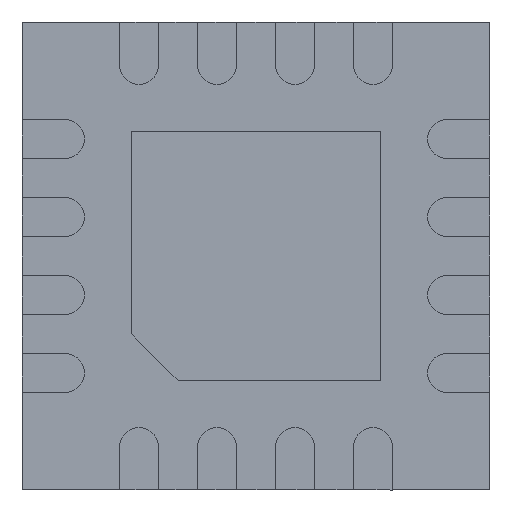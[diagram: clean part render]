
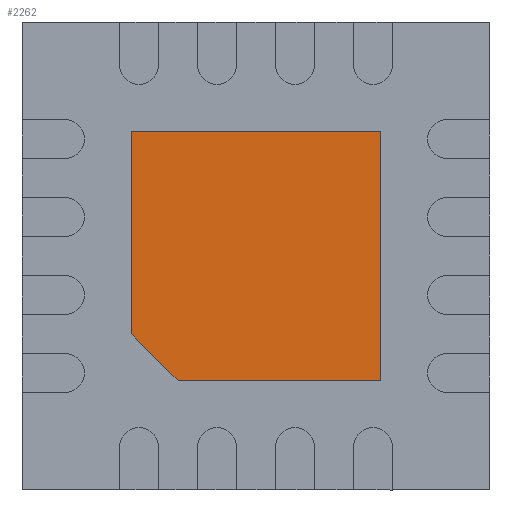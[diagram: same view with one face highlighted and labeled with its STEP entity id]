
A CAD part, front view. The second image highlights one B-rep face of the part: STEP entity #2262.
In plain terms, the highlighted planar face has unit normal (0, -1, 0).
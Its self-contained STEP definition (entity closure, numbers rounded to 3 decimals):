
#45 = PLANE ( 'NONE',  #4532 ) ;
#393 = VERTEX_POINT ( 'NONE', #1112 ) ;
#897 = VERTEX_POINT ( 'NONE', #7220 ) ;
#1112 = CARTESIAN_POINT ( 'NONE',  ( -0.8, -0.05, -0.5 ) ) ;
#1149 = EDGE_CURVE ( 'NONE', #393, #1970, #2647, .T. ) ;
#1156 = LINE ( 'NONE', #7869, #3841 ) ;
#1158 = DIRECTION ( 'NONE',  ( 1., 0., 0. ) ) ;
#1211 = EDGE_LOOP ( 'NONE', ( #1463, #2826, #3924, #2275, #4097 ) ) ;
#1348 = VECTOR ( 'NONE', #1158, 1000. ) ;
#1439 = CARTESIAN_POINT ( 'NONE',  ( 0.8, -0.05, -0.8 ) ) ;
#1463 = ORIENTED_EDGE ( 'NONE', *, *, #5769, .T. ) ;
#1522 = CARTESIAN_POINT ( 'NONE',  ( 0.8, -0.05, 0.8 ) ) ;
#1553 = CARTESIAN_POINT ( 'NONE',  ( 0.8, -0.05, -0.8 ) ) ;
#1970 = VERTEX_POINT ( 'NONE', #5683 ) ;
#2004 = DIRECTION ( 'NONE',  ( 0., 0., 1. ) ) ;
#2175 = DIRECTION ( 'NONE',  ( 0., 0., 1. ) ) ;
#2262 = ADVANCED_FACE ( 'NONE', ( #4766 ), #45, .F. ) ;
#2275 = ORIENTED_EDGE ( 'NONE', *, *, #1149, .T. ) ;
#2558 = EDGE_CURVE ( 'NONE', #5101, #897, #1156, .T. ) ;
#2647 = LINE ( 'NONE', #5418, #7167 ) ;
#2693 = CARTESIAN_POINT ( 'NONE',  ( 0., -0.05, 0. ) ) ;
#2826 = ORIENTED_EDGE ( 'NONE', *, *, #2558, .T. ) ;
#2880 = DIRECTION ( 'NONE',  ( 0., 0., -1. ) ) ;
#3376 = DIRECTION ( 'NONE',  ( 0.707, 0., -0.707 ) ) ;
#3478 = LINE ( 'NONE', #1439, #7331 ) ;
#3579 = VECTOR ( 'NONE', #2880, 1000. ) ;
#3841 = VECTOR ( 'NONE', #8445, 1000. ) ;
#3924 = ORIENTED_EDGE ( 'NONE', *, *, #5779, .T. ) ;
#4097 = ORIENTED_EDGE ( 'NONE', *, *, #4703, .T. ) ;
#4402 = VERTEX_POINT ( 'NONE', #1553 ) ;
#4532 = AXIS2_PLACEMENT_3D ( 'NONE', #2693, #8104, #2004 ) ;
#4703 = EDGE_CURVE ( 'NONE', #1970, #4402, #5758, .T. ) ;
#4766 = FACE_OUTER_BOUND ( 'NONE', #1211, .T. ) ;
#5101 = VERTEX_POINT ( 'NONE', #1522 ) ;
#5418 = CARTESIAN_POINT ( 'NONE',  ( -0.8, -0.05, -0.5 ) ) ;
#5683 = CARTESIAN_POINT ( 'NONE',  ( -0.5, -0.05, -0.8 ) ) ;
#5758 = LINE ( 'NONE', #7122, #1348 ) ;
#5769 = EDGE_CURVE ( 'NONE', #4402, #5101, #3478, .T. ) ;
#5779 = EDGE_CURVE ( 'NONE', #897, #393, #6128, .T. ) ;
#6128 = LINE ( 'NONE', #8208, #3579 ) ;
#7122 = CARTESIAN_POINT ( 'NONE',  ( -0.5, -0.05, -0.8 ) ) ;
#7167 = VECTOR ( 'NONE', #3376, 1000. ) ;
#7220 = CARTESIAN_POINT ( 'NONE',  ( -0.8, -0.05, 0.8 ) ) ;
#7331 = VECTOR ( 'NONE', #2175, 1000. ) ;
#7869 = CARTESIAN_POINT ( 'NONE',  ( -0.8, -0.05, 0.8 ) ) ;
#8104 = DIRECTION ( 'NONE',  ( 0., 1., 0. ) ) ;
#8208 = CARTESIAN_POINT ( 'NONE',  ( -0.8, -0.05, -0.5 ) ) ;
#8445 = DIRECTION ( 'NONE',  ( -1., 0., 0. ) ) ;
